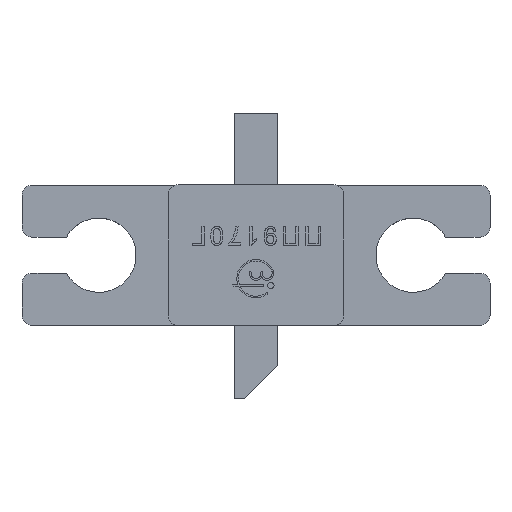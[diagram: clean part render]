
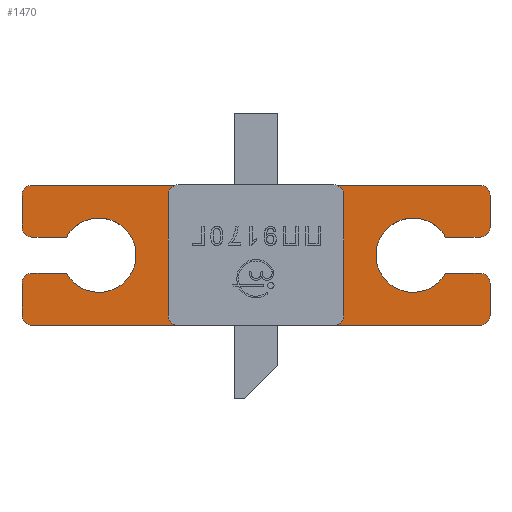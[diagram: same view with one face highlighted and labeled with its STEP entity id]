
A CAD part, top view. The second image highlights one B-rep face of the part: STEP entity #1470.
In plain terms, the highlighted planar face has unit normal (0, 0, 1).
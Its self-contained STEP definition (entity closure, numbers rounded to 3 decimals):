
#1470=ADVANCED_FACE('',(#2745,#2747),#2749,.T.);
#2745=FACE_BOUND('',#2746,.T.);
#2746=EDGE_LOOP('',(#3926,#3927,#3928,#3929,#3930,#3931,#3932,#3933,#3934,#3935,
#3936,#3937,#3938,#3939,#3940,#3941,#3942,#3943,#3944,#3945));
#2747=FACE_BOUND('',#2748,.T.);
#2748=EDGE_LOOP('',(#3946,#3947,#3948,#3949,#3950,#3951,#3952,#3953));
#2749=PLANE('',#2750);
#2750=AXIS2_PLACEMENT_3D('',#2751,#2752,#2753);
#2751=CARTESIAN_POINT('',(0.,0.,1.2));
#2752=DIRECTION('',(0.,0.,1.));
#2753=DIRECTION('',(-1.,0.,0.));
#3926=ORIENTED_EDGE('',*,*,#4482,.T.);
#3927=ORIENTED_EDGE('',*,*,#4483,.T.);
#3928=ORIENTED_EDGE('',*,*,#4484,.T.);
#3929=ORIENTED_EDGE('',*,*,#4485,.T.);
#3930=ORIENTED_EDGE('',*,*,#4486,.T.);
#3931=ORIENTED_EDGE('',*,*,#4487,.T.);
#3932=ORIENTED_EDGE('',*,*,#4488,.T.);
#3933=ORIENTED_EDGE('',*,*,#4489,.T.);
#3934=ORIENTED_EDGE('',*,*,#4490,.T.);
#3935=ORIENTED_EDGE('',*,*,#4491,.T.);
#3936=ORIENTED_EDGE('',*,*,#4492,.T.);
#3937=ORIENTED_EDGE('',*,*,#4493,.T.);
#3938=ORIENTED_EDGE('',*,*,#4494,.T.);
#3939=ORIENTED_EDGE('',*,*,#4495,.T.);
#3940=ORIENTED_EDGE('',*,*,#4496,.T.);
#3941=ORIENTED_EDGE('',*,*,#4497,.T.);
#3942=ORIENTED_EDGE('',*,*,#4498,.T.);
#3943=ORIENTED_EDGE('',*,*,#4499,.T.);
#3944=ORIENTED_EDGE('',*,*,#4500,.T.);
#3945=ORIENTED_EDGE('',*,*,#4501,.T.);
#3946=ORIENTED_EDGE('',*,*,#4468,.F.);
#3947=ORIENTED_EDGE('',*,*,#4466,.F.);
#3948=ORIENTED_EDGE('',*,*,#4480,.F.);
#3949=ORIENTED_EDGE('',*,*,#4478,.F.);
#3950=ORIENTED_EDGE('',*,*,#4476,.F.);
#3951=ORIENTED_EDGE('',*,*,#4474,.F.);
#3952=ORIENTED_EDGE('',*,*,#4472,.F.);
#3953=ORIENTED_EDGE('',*,*,#4470,.F.);
#4466=EDGE_CURVE('',#5231,#5233,#5234,.T.);
#4468=EDGE_CURVE('',#5233,#5236,#5237,.T.);
#4470=EDGE_CURVE('',#5236,#5239,#5240,.T.);
#4472=EDGE_CURVE('',#5239,#5242,#5243,.T.);
#4474=EDGE_CURVE('',#5242,#5245,#5246,.T.);
#4476=EDGE_CURVE('',#5245,#5248,#5249,.T.);
#4478=EDGE_CURVE('',#5248,#5251,#5252,.T.);
#4480=EDGE_CURVE('',#5251,#5231,#5254,.T.);
#4482=EDGE_CURVE('',#5256,#5257,#5258,.T.);
#4483=EDGE_CURVE('',#5257,#5259,#5260,.T.);
#4484=EDGE_CURVE('',#5259,#5261,#5262,.T.);
#4485=EDGE_CURVE('',#5261,#5263,#5264,.T.);
#4486=EDGE_CURVE('',#5263,#5265,#5266,.T.);
#4487=EDGE_CURVE('',#5265,#5267,#5268,.T.);
#4488=EDGE_CURVE('',#5267,#5269,#5270,.T.);
#4489=EDGE_CURVE('',#5269,#5271,#5272,.T.);
#4490=EDGE_CURVE('',#5271,#5273,#5274,.T.);
#4491=EDGE_CURVE('',#5273,#5275,#5276,.T.);
#4492=EDGE_CURVE('',#5275,#5277,#5278,.T.);
#4493=EDGE_CURVE('',#5277,#5279,#5280,.T.);
#4494=EDGE_CURVE('',#5279,#5281,#5282,.T.);
#4495=EDGE_CURVE('',#5281,#5283,#5284,.T.);
#4496=EDGE_CURVE('',#5283,#5285,#5286,.T.);
#4497=EDGE_CURVE('',#5285,#5287,#5288,.T.);
#4498=EDGE_CURVE('',#5287,#5289,#5290,.T.);
#4499=EDGE_CURVE('',#5289,#5291,#5292,.T.);
#4500=EDGE_CURVE('',#5291,#5293,#5294,.T.);
#4501=EDGE_CURVE('',#5293,#5256,#5295,.T.);
#5231=VERTEX_POINT('',#6909);
#5233=VERTEX_POINT('',#6913);
#5234=CIRCLE('',#6914,0.3);
#5236=VERTEX_POINT('',#6921);
#5237=LINE('',#6922,#6923);
#5239=VERTEX_POINT('',#6928);
#5240=CIRCLE('',#6929,0.3);
#5242=VERTEX_POINT('',#6936);
#5243=LINE('',#6937,#6938);
#5245=VERTEX_POINT('',#6943);
#5246=CIRCLE('',#6944,0.3);
#5248=VERTEX_POINT('',#6951);
#5249=LINE('',#6952,#6953);
#5251=VERTEX_POINT('',#6958);
#5252=CIRCLE('',#6959,0.3);
#5254=LINE('',#6966,#6967);
#5256=VERTEX_POINT('',#6972);
#5257=VERTEX_POINT('',#6973);
#5258=LINE('',#6974,#6975);
#5259=VERTEX_POINT('',#6977);
#5260=CIRCLE('',#6978,0.3);
#5261=VERTEX_POINT('',#6982);
#5262=LINE('',#6983,#6984);
#5263=VERTEX_POINT('',#6986);
#5264=CIRCLE('',#6987,0.3);
#5265=VERTEX_POINT('',#6991);
#5266=LINE('',#6992,#6993);
#5267=VERTEX_POINT('',#6995);
#5268=CIRCLE('',#6996,0.3);
#5269=VERTEX_POINT('',#7000);
#5270=LINE('',#7001,#7002);
#5271=VERTEX_POINT('',#7004);
#5272=CIRCLE('',#7005,1.125);
#5273=VERTEX_POINT('',#7009);
#5274=LINE('',#7010,#7011);
#5275=VERTEX_POINT('',#7013);
#5276=CIRCLE('',#7014,0.3);
#5277=VERTEX_POINT('',#7018);
#5278=LINE('',#7019,#7020);
#5279=VERTEX_POINT('',#7022);
#5280=CIRCLE('',#7023,0.3);
#5281=VERTEX_POINT('',#7027);
#5282=LINE('',#7028,#7029);
#5283=VERTEX_POINT('',#7031);
#5284=CIRCLE('',#7032,0.3);
#5285=VERTEX_POINT('',#7036);
#5286=LINE('',#7037,#7038);
#5287=VERTEX_POINT('',#7040);
#5288=CIRCLE('',#7041,0.3);
#5289=VERTEX_POINT('',#7045);
#5290=LINE('',#7046,#7047);
#5291=VERTEX_POINT('',#7049);
#5292=CIRCLE('',#7050,1.125);
#5293=VERTEX_POINT('',#7054);
#5294=LINE('',#7055,#7056);
#5295=CIRCLE('',#7058,0.3);
#6909=CARTESIAN_POINT('',(-2.65,-1.8,1.2));
#6913=CARTESIAN_POINT('',(-2.35,-2.1,1.2));
#6914=AXIS2_PLACEMENT_3D('',#6915,#6916,#6917);
#6915=CARTESIAN_POINT('',(-2.35,-1.8,1.2));
#6916=DIRECTION('',(0.,0.,1.));
#6917=DIRECTION('',(-1.,0.,0.));
#6921=CARTESIAN_POINT('',(2.35,-2.1,1.2));
#6922=CARTESIAN_POINT('',(-2.35,-2.1,1.2));
#6923=VECTOR('',#6924,1.);
#6924=DIRECTION('',(1.,0.,0.));
#6928=CARTESIAN_POINT('',(2.65,-1.8,1.2));
#6929=AXIS2_PLACEMENT_3D('',#6930,#6931,#6932);
#6930=CARTESIAN_POINT('',(2.35,-1.8,1.2));
#6931=DIRECTION('',(0.,0.,1.));
#6932=DIRECTION('',(0.,-1.,0.));
#6936=CARTESIAN_POINT('',(2.65,1.8,1.2));
#6937=CARTESIAN_POINT('',(2.65,-1.8,1.2));
#6938=VECTOR('',#6939,1.);
#6939=DIRECTION('',(0.,1.,0.));
#6943=CARTESIAN_POINT('',(2.35,2.1,1.2));
#6944=AXIS2_PLACEMENT_3D('',#6945,#6946,#6947);
#6945=CARTESIAN_POINT('',(2.35,1.8,1.2));
#6946=DIRECTION('',(0.,0.,1.));
#6947=DIRECTION('',(1.,0.,0.));
#6951=CARTESIAN_POINT('',(-2.35,2.1,1.2));
#6952=CARTESIAN_POINT('',(2.35,2.1,1.2));
#6953=VECTOR('',#6954,1.);
#6954=DIRECTION('',(-1.,0.,0.));
#6958=CARTESIAN_POINT('',(-2.65,1.8,1.2));
#6959=AXIS2_PLACEMENT_3D('',#6960,#6961,#6962);
#6960=CARTESIAN_POINT('',(-2.35,1.8,1.2));
#6961=DIRECTION('',(0.,0.,1.));
#6962=DIRECTION('',(0.,1.,0.));
#6966=CARTESIAN_POINT('',(-2.65,1.8,1.2));
#6967=VECTOR('',#6968,1.);
#6968=DIRECTION('',(0.,-1.,0.));
#6972=CARTESIAN_POINT('',(-7.075,-0.85,1.2));
#6973=CARTESIAN_POINT('',(-7.075,-1.815,1.2));
#6974=CARTESIAN_POINT('',(-7.075,-0.85,1.2));
#6975=VECTOR('',#6976,1.);
#6976=DIRECTION('',(0.,-1.,0.));
#6977=CARTESIAN_POINT('',(-6.775,-2.115,1.2));
#6978=AXIS2_PLACEMENT_3D('',#6979,#6980,#6981);
#6979=CARTESIAN_POINT('',(-6.775,-1.815,1.2));
#6980=DIRECTION('',(0.,0.,1.));
#6981=DIRECTION('',(-1.,0.,0.));
#6982=CARTESIAN_POINT('',(6.775,-2.115,1.2));
#6983=CARTESIAN_POINT('',(-6.775,-2.115,1.2));
#6984=VECTOR('',#6985,1.);
#6985=DIRECTION('',(1.,0.,0.));
#6986=CARTESIAN_POINT('',(7.075,-1.815,1.2));
#6987=AXIS2_PLACEMENT_3D('',#6988,#6989,#6990);
#6988=CARTESIAN_POINT('',(6.775,-1.815,1.2));
#6989=DIRECTION('',(0.,0.,1.));
#6990=DIRECTION('',(0.,-1.,0.));
#6991=CARTESIAN_POINT('',(7.075,-0.85,1.2));
#6992=CARTESIAN_POINT('',(7.075,-1.815,1.2));
#6993=VECTOR('',#6994,1.);
#6994=DIRECTION('',(0.,1.,0.));
#6995=CARTESIAN_POINT('',(6.775,-0.55,1.2));
#6996=AXIS2_PLACEMENT_3D('',#6997,#6998,#6999);
#6997=CARTESIAN_POINT('',(6.775,-0.85,1.2));
#6998=DIRECTION('',(0.,0.,1.));
#6999=DIRECTION('',(1.,0.,0.));
#7000=CARTESIAN_POINT('',(5.731,-0.55,1.2));
#7001=CARTESIAN_POINT('',(6.775,-0.55,1.2));
#7002=VECTOR('',#7003,1.);
#7003=DIRECTION('',(-1.,0.,0.));
#7004=CARTESIAN_POINT('',(5.731,0.55,1.2));
#7005=AXIS2_PLACEMENT_3D('',#7006,#7007,#7008);
#7006=CARTESIAN_POINT('',(4.75,0.,1.2));
#7007=DIRECTION('',(0.,0.,-1.));
#7008=DIRECTION('',(0.872,-0.489,0.));
#7009=CARTESIAN_POINT('',(6.775,0.55,1.2));
#7010=CARTESIAN_POINT('',(5.731,0.55,1.2));
#7011=VECTOR('',#7012,1.);
#7012=DIRECTION('',(1.,0.,0.));
#7013=CARTESIAN_POINT('',(7.075,0.85,1.2));
#7014=AXIS2_PLACEMENT_3D('',#7015,#7016,#7017);
#7015=CARTESIAN_POINT('',(6.775,0.85,1.2));
#7016=DIRECTION('',(0.,0.,1.));
#7017=DIRECTION('',(0.,-1.,0.));
#7018=CARTESIAN_POINT('',(7.075,1.815,1.2));
#7019=CARTESIAN_POINT('',(7.075,0.85,1.2));
#7020=VECTOR('',#7021,1.);
#7021=DIRECTION('',(0.,1.,0.));
#7022=CARTESIAN_POINT('',(6.775,2.115,1.2));
#7023=AXIS2_PLACEMENT_3D('',#7024,#7025,#7026);
#7024=CARTESIAN_POINT('',(6.775,1.815,1.2));
#7025=DIRECTION('',(0.,0.,1.));
#7026=DIRECTION('',(1.,0.,0.));
#7027=CARTESIAN_POINT('',(-6.775,2.115,1.2));
#7028=CARTESIAN_POINT('',(6.775,2.115,1.2));
#7029=VECTOR('',#7030,1.);
#7030=DIRECTION('',(-1.,0.,0.));
#7031=CARTESIAN_POINT('',(-7.075,1.815,1.2));
#7032=AXIS2_PLACEMENT_3D('',#7033,#7034,#7035);
#7033=CARTESIAN_POINT('',(-6.775,1.815,1.2));
#7034=DIRECTION('',(0.,0.,1.));
#7035=DIRECTION('',(0.,1.,0.));
#7036=CARTESIAN_POINT('',(-7.075,0.85,1.2));
#7037=CARTESIAN_POINT('',(-7.075,1.815,1.2));
#7038=VECTOR('',#7039,1.);
#7039=DIRECTION('',(0.,-1.,0.));
#7040=CARTESIAN_POINT('',(-6.775,0.55,1.2));
#7041=AXIS2_PLACEMENT_3D('',#7042,#7043,#7044);
#7042=CARTESIAN_POINT('',(-6.775,0.85,1.2));
#7043=DIRECTION('',(0.,0.,1.));
#7044=DIRECTION('',(-1.,0.,0.));
#7045=CARTESIAN_POINT('',(-5.731,0.55,1.2));
#7046=CARTESIAN_POINT('',(-6.775,0.55,1.2));
#7047=VECTOR('',#7048,1.);
#7048=DIRECTION('',(1.,0.,0.));
#7049=CARTESIAN_POINT('',(-5.731,-0.55,1.2));
#7050=AXIS2_PLACEMENT_3D('',#7051,#7052,#7053);
#7051=CARTESIAN_POINT('',(-4.75,0.,1.2));
#7052=DIRECTION('',(0.,0.,-1.));
#7053=DIRECTION('',(-0.872,0.489,0.));
#7054=CARTESIAN_POINT('',(-6.775,-0.55,1.2));
#7055=CARTESIAN_POINT('',(-5.731,-0.55,1.2));
#7056=VECTOR('',#7057,1.);
#7057=DIRECTION('',(-1.,0.,0.));
#7058=AXIS2_PLACEMENT_3D('',#7059,#7060,#7061);
#7059=CARTESIAN_POINT('',(-6.775,-0.85,1.2));
#7060=DIRECTION('',(0.,0.,1.));
#7061=DIRECTION('',(0.,1.,0.));
